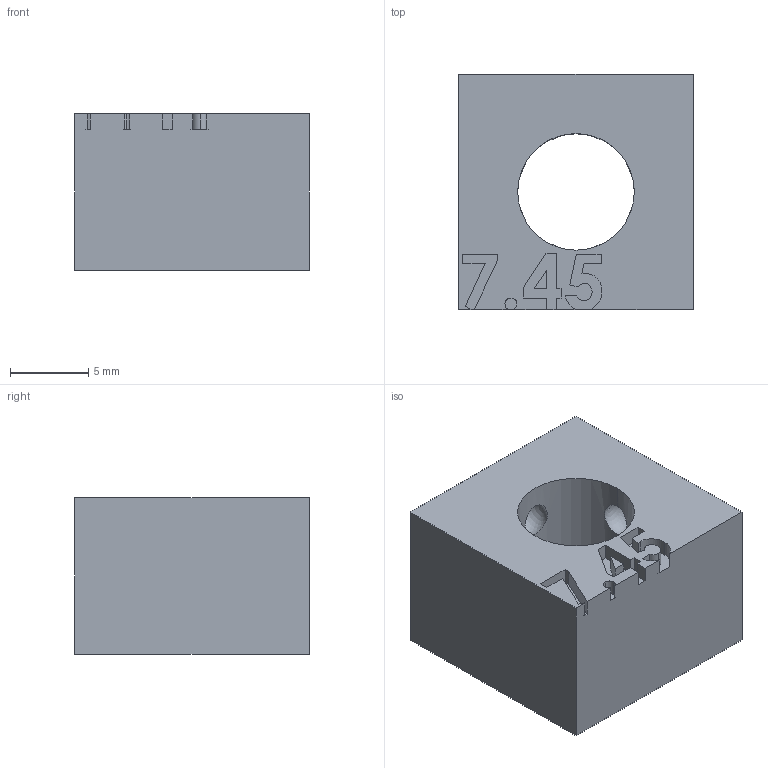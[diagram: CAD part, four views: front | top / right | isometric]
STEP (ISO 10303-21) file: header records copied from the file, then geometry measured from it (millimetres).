
FILE_DESCRIPTION (( 'STEP AP214' ), '1' );
FILE_NAME ('tolerance testing-7.45mm.STEP', '2025-11-17T02:36:22', ( '' ), ( '' ), 'SwSTEP 2.0', 'SolidWorks 2025', '' );
FILE_SCHEMA (( 'AUTOMOTIVE_DESIGN' ));
Length unit declared in the file: millimetre
Products named in the file (1): tolerance testing-7.45mm
Bounding box: 15 x 15 x 10 mm (x, y, z)
Volume: 1746 mm3; surface area: 1328.6 mm2
Topology: 1 solids, 1 shells, 68 faces, 239 edges, 162 vertices
Faces by surface type: plane 38, sphere 16, bspline 12, cylinder 2
Entity records: 2990 total; most frequent: CARTESIAN_POINT 1282, ORIENTED_EDGE 382, DIRECTION 293, EDGE_CURVE 191, VERTEX_POINT 130, LINE 123, VECTOR 123, AXIS2_PLACEMENT_3D 85
